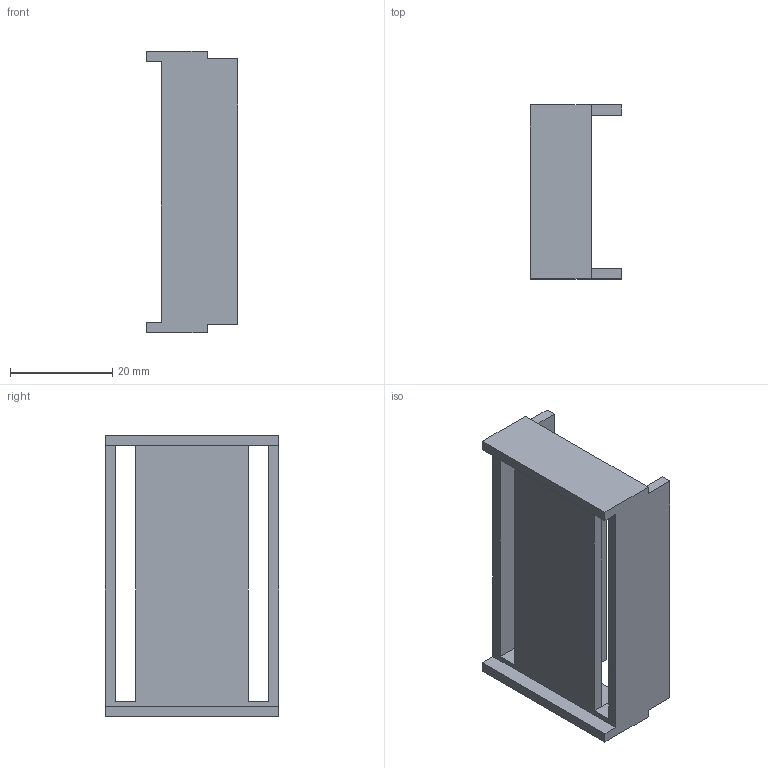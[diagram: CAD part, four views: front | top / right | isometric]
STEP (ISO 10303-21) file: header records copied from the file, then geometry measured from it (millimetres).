
FILE_DESCRIPTION(/* description */ (''),/* implementation_level */ '2;1');
FILE_NAME(/* name */ 'esp_32_sliding.step',/* time_stamp */ '2024-10-27T13:06:42+01:00',/* author */ (''),/* organization */ (''),/* preprocessor_version */ 'ST-DEVELOPER v20',/* originating_system */ 'Autodesk Translation Framework v13.14.0.145',/* authorisation */ '');
FILE_SCHEMA (('AUTOMOTIVE_DESIGN { 1 0 10303 214 3 1 1 }'));
Length unit declared in the file: millimetre
Products named in the file (1): FusionComponent
Bounding box: 18 x 34 x 55.09 mm (x, y, z)
Volume: 9504.6 mm3; surface area: 8359.4 mm2
Topology: 1 solids, 1 shells, 35 faces, 110 edges, 74 vertices
Faces by surface type: plane 35
Entity records: 1241 total; most frequent: ORIENTED_EDGE 220, CARTESIAN_POINT 220, DIRECTION 182, LINE 110, VECTOR 110, EDGE_CURVE 110, VERTEX_POINT 74, EDGE_LOOP 36
